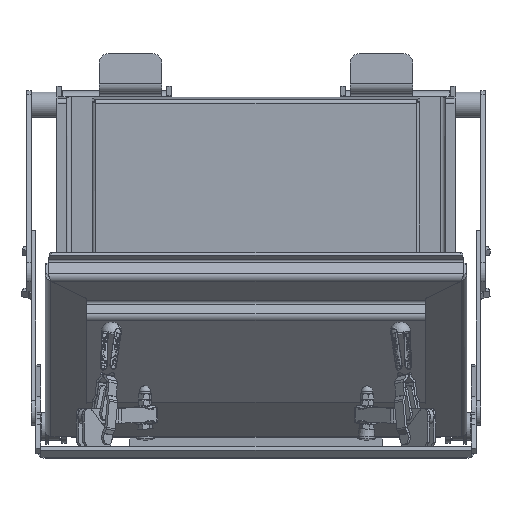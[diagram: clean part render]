
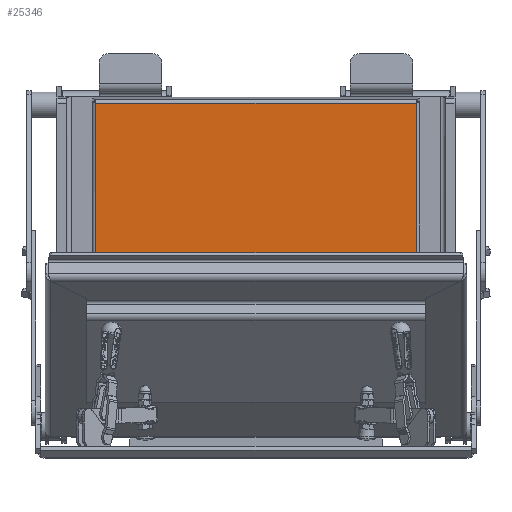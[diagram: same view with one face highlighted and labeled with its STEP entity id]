
A CAD part, front view. The second image highlights one B-rep face of the part: STEP entity #25346.
In plain terms, the highlighted planar face has unit normal (0, -0.999, -0.052).
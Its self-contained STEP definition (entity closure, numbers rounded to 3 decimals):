
#2322=FACE_OUTER_BOUND('',#3707,.T.);
#3707=EDGE_LOOP('',(#16324,#16325,#16326,#16327));
#5328=LINE('',#37494,#7527);
#5330=LINE('',#37498,#7529);
#5332=LINE('',#37502,#7531);
#5334=LINE('',#37506,#7533);
#7527=VECTOR('',#29771,10.);
#7529=VECTOR('',#29777,10.);
#7531=VECTOR('',#29783,10.);
#7533=VECTOR('',#29789,10.);
#9614=VERTEX_POINT('',#37046);
#9622=VERTEX_POINT('',#37102);
#9637=VERTEX_POINT('',#37241);
#9652=VERTEX_POINT('',#37347);
#12194=EDGE_CURVE('',#9614,#9622,#5328,.T.);
#12196=EDGE_CURVE('',#9637,#9614,#5330,.T.);
#12198=EDGE_CURVE('',#9652,#9637,#5332,.T.);
#12200=EDGE_CURVE('',#9622,#9652,#5334,.T.);
#16324=ORIENTED_EDGE('',*,*,#12194,.T.);
#16325=ORIENTED_EDGE('',*,*,#12200,.T.);
#16326=ORIENTED_EDGE('',*,*,#12198,.T.);
#16327=ORIENTED_EDGE('',*,*,#12196,.T.);
#23035=PLANE('',#26816);
#25346=ADVANCED_FACE('',(#2322),#23035,.F.);
#26816=AXIS2_PLACEMENT_3D('',#37509,#29794,#29795);
#29771=DIRECTION('',(0.,0.052,-0.999));
#29777=DIRECTION('',(-1.,0.,0.));
#29783=DIRECTION('',(0.,-0.052,0.999));
#29789=DIRECTION('',(1.,0.,0.));
#29794=DIRECTION('center_axis',(0.,0.999,
0.052));
#29795=DIRECTION('ref_axis',(0.,-0.052,0.999));
#37046=CARTESIAN_POINT('',(-171.,-53.093,378.968));
#37102=CARTESIAN_POINT('',(-171.,-42.835,183.237));
#37241=CARTESIAN_POINT('',(171.,-53.093,378.968));
#37347=CARTESIAN_POINT('',(171.,-42.835,183.237));
#37494=CARTESIAN_POINT('',(-171.,-50.528,330.035));
#37498=CARTESIAN_POINT('',(85.5,-53.093,378.968));
#37502=CARTESIAN_POINT('',(171.,-45.399,232.169));
#37506=CARTESIAN_POINT('',(-85.5,-42.835,183.237));
#37509=CARTESIAN_POINT('Origin',(0.,-47.964,
281.102));
